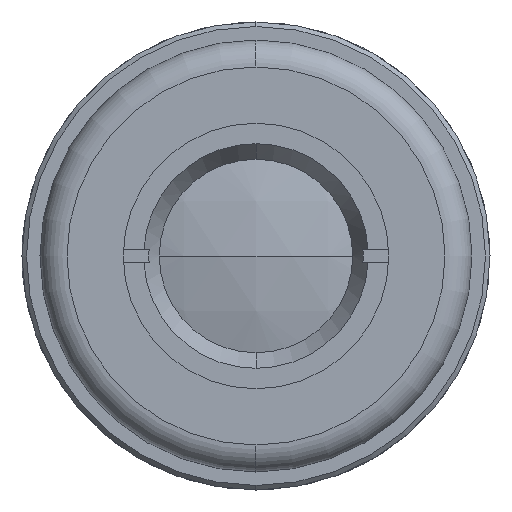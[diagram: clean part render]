
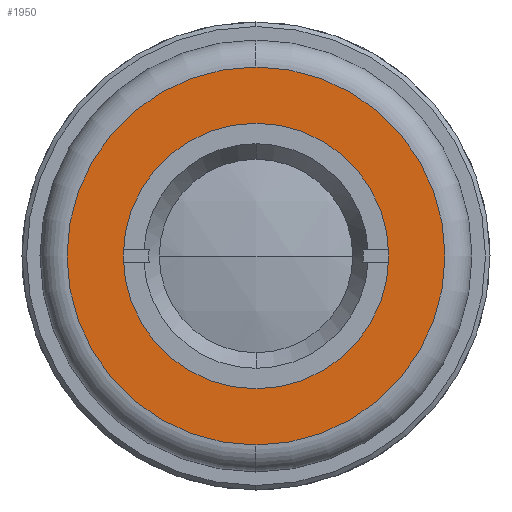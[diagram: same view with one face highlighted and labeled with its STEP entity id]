
A CAD part, left-side view. The second image highlights one B-rep face of the part: STEP entity #1950.
In plain terms, the highlighted planar face has unit normal (-1, 0, 0).
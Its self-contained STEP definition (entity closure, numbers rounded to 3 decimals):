
#9 = FACE_OUTER_BOUND ( 'NONE', #2087, .T. ) ;
#71 = DIRECTION ( 'NONE',  ( -1., 0., 0. ) ) ;
#238 = DIRECTION ( 'NONE',  ( 0., 0., -1. ) ) ;
#342 = DIRECTION ( 'NONE',  ( 0., 0., -1. ) ) ;
#355 = ORIENTED_EDGE ( 'NONE', *, *, #2271, .F. ) ;
#383 = CIRCLE ( 'NONE', #2287, 14.75 ) ;
#484 = AXIS2_PLACEMENT_3D ( 'NONE', #1544, #2578, #238 ) ;
#510 = VERTEX_POINT ( 'NONE', #2837 ) ;
#530 = DIRECTION ( 'NONE',  ( 1., 0., 0. ) ) ;
#557 = CARTESIAN_POINT ( 'NONE',  ( -33.9, 0., 21. ) ) ;
#755 = AXIS2_PLACEMENT_3D ( 'NONE', #1782, #530, #2881 ) ;
#801 = DIRECTION ( 'NONE',  ( -1., 0., 0. ) ) ;
#850 = CARTESIAN_POINT ( 'NONE',  ( -33.9, 0., -14.75 ) ) ;
#900 = DIRECTION ( 'NONE',  ( -1., 0., 0. ) ) ;
#1099 = VERTEX_POINT ( 'NONE', #1820 ) ;
#1106 = CARTESIAN_POINT ( 'NONE',  ( -33.9, 0., 0. ) ) ;
#1117 = DIRECTION ( 'NONE',  ( 0., 0., 1. ) ) ;
#1310 = CIRCLE ( 'NONE', #2944, 21. ) ;
#1324 = EDGE_CURVE ( 'NONE', #2095, #510, #1838, .T. ) ;
#1525 = AXIS2_PLACEMENT_3D ( 'NONE', #2672, #71, #1117 ) ;
#1544 = CARTESIAN_POINT ( 'NONE',  ( -33.9, 0., 0. ) ) ;
#1612 = DIRECTION ( 'NONE',  ( 0., 0., 1. ) ) ;
#1782 = CARTESIAN_POINT ( 'NONE',  ( -33.9, 24., 0. ) ) ;
#1820 = CARTESIAN_POINT ( 'NONE',  ( -33.9, 0., -21. ) ) ;
#1838 = CIRCLE ( 'NONE', #1525, 14.75 ) ;
#1840 = EDGE_CURVE ( 'NONE', #1099, #2041, #3147, .T. ) ;
#1950 = ADVANCED_FACE ( 'NONE', ( #9, #2851 ), #2609, .F. ) ;
#2041 = VERTEX_POINT ( 'NONE', #557 ) ;
#2082 = ORIENTED_EDGE ( 'NONE', *, *, #1840, .T. ) ;
#2087 = EDGE_LOOP ( 'NONE', ( #2082, #3097 ) ) ;
#2095 = VERTEX_POINT ( 'NONE', #850 ) ;
#2271 = EDGE_CURVE ( 'NONE', #510, #2095, #383, .T. ) ;
#2287 = AXIS2_PLACEMENT_3D ( 'NONE', #2689, #900, #1612 ) ;
#2578 = DIRECTION ( 'NONE',  ( -1., 0., 0. ) ) ;
#2609 = PLANE ( 'NONE',  #755 ) ;
#2672 = CARTESIAN_POINT ( 'NONE',  ( -33.9, 0., 0. ) ) ;
#2689 = CARTESIAN_POINT ( 'NONE',  ( -33.9, 0., 0. ) ) ;
#2802 = EDGE_CURVE ( 'NONE', #2041, #1099, #1310, .T. ) ;
#2837 = CARTESIAN_POINT ( 'NONE',  ( -33.9, 0., 14.75 ) ) ;
#2851 = FACE_BOUND ( 'NONE', #3338, .T. ) ;
#2881 = DIRECTION ( 'NONE',  ( 0., 0., -1. ) ) ;
#2905 = ORIENTED_EDGE ( 'NONE', *, *, #1324, .F. ) ;
#2944 = AXIS2_PLACEMENT_3D ( 'NONE', #1106, #801, #342 ) ;
#3097 = ORIENTED_EDGE ( 'NONE', *, *, #2802, .T. ) ;
#3147 = CIRCLE ( 'NONE', #484, 21. ) ;
#3338 = EDGE_LOOP ( 'NONE', ( #355, #2905 ) ) ;
